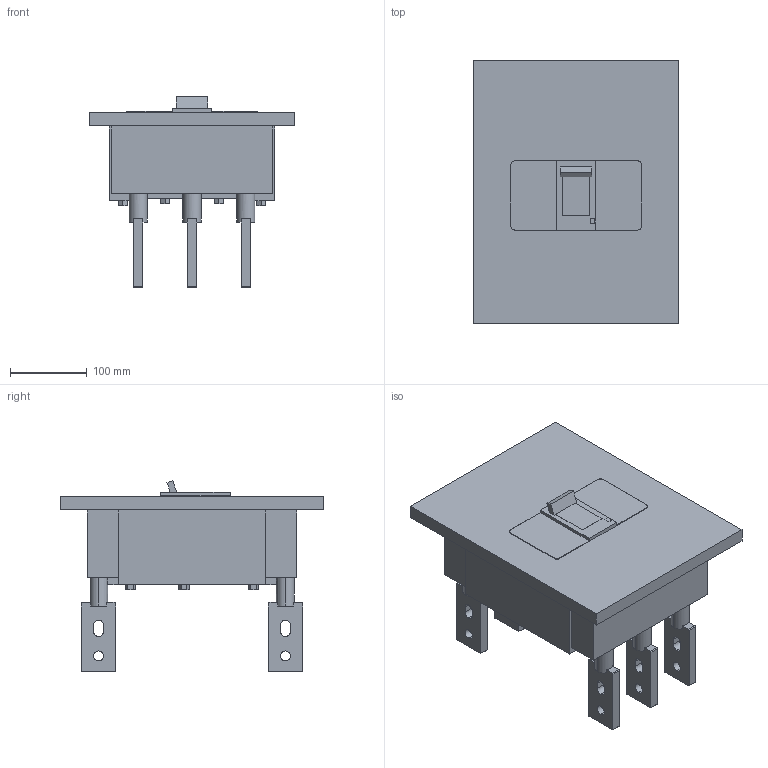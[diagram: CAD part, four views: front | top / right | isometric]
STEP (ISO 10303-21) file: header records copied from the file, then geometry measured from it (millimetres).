
FILE_DESCRIPTION (( 'STEP AP214' ), '1' );
FILE_NAME ('俽侾侽侽侽俠俤俁俹.STEP', '2023-02-24T08:53:13', ( 'CAD' ), ( '' ), 'SwSTEP 2.0', 'SolidWorks 2015', '' );
FILE_SCHEMA (( 'AUTOMOTIVE_DESIGN' ));
Length unit declared in the file: millimetre
Products named in the file (1): 俽侾侽侽侽俠俤俁俹
Bounding box: 268 x 343 x 248.18 mm (x, y, z)
Volume: 7548958.2 mm3; surface area: 548706.5 mm2
Topology: 2 solids, 2 shells, 280 faces, 762 edges, 508 vertices
Faces by surface type: plane 210, cylinder 70
Entity records: 11651 total; most frequent: CARTESIAN_POINT 1551, ORIENTED_EDGE 1524, DIRECTION 1488, EDGE_CURVE 762, LINE 598, VECTOR 598, VERTEX_POINT 508, AXIS2_PLACEMENT_3D 445
